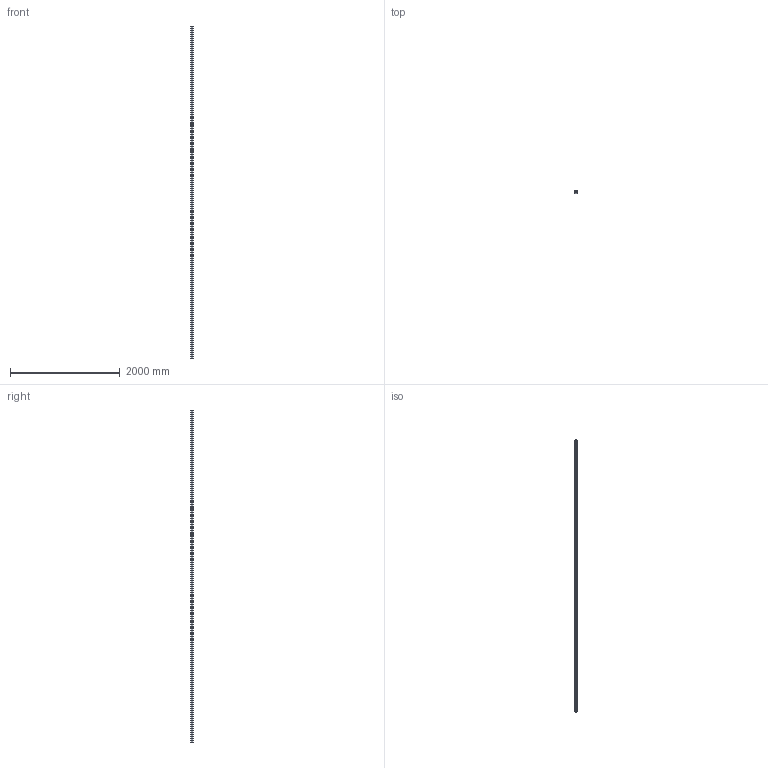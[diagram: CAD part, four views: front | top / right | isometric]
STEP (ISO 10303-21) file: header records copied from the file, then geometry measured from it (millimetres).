
FILE_DESCRIPTION (( 'STEP AP214' ), '1' );
FILE_NAME ('20302000_Profil 45x45F Nut 8.STEP', '2021-02-05T10:48:30', ( '' ), ( '' ), 'SwSTEP 2.0', 'SolidWorks 2021', '' );
FILE_SCHEMA (( 'AUTOMOTIVE_DESIGN' ));
Length unit declared in the file: millimetre
Products named in the file (1): 20302000_Profil 45x45F Nut 8
Bounding box: 45 x 45 x 6060 mm (x, y, z)
Volume: 4468762 mm3; surface area: 3234499.1 mm2
Topology: 1 solids, 1 shells, 143 faces, 423 edges, 282 vertices
Faces by surface type: plane 74, cylinder 69
Entity records: 4869 total; most frequent: DIRECTION 849, CARTESIAN_POINT 849, ORIENTED_EDGE 846, EDGE_CURVE 423, LINE 285, VECTOR 285, VERTEX_POINT 282, AXIS2_PLACEMENT_3D 282
